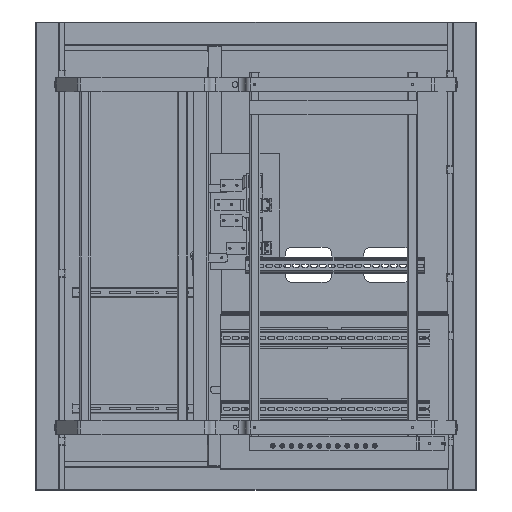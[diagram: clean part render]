
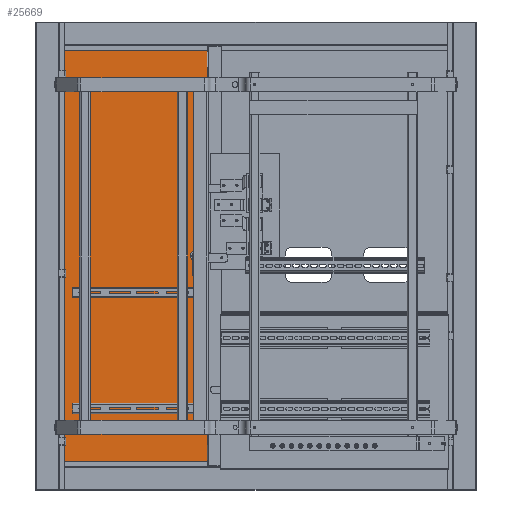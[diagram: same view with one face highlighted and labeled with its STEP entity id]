
A CAD part, left-side view. The second image highlights one B-rep face of the part: STEP entity #25669.
In plain terms, the highlighted face is planar.
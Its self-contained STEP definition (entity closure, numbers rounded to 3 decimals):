
#1507 = VECTOR ( 'NONE', #9706, 1000. ) ;
#3325 = CARTESIAN_POINT ( 'NONE',  ( -139., 455.149, -1. ) ) ;
#3534 = AXIS2_PLACEMENT_3D ( 'NONE', #38280, #64327, #43818 ) ;
#5259 = LINE ( 'NONE', #35744, #9465 ) ;
#5913 = EDGE_LOOP ( 'NONE', ( #46328, #55716, #43181, #14043 ) ) ;
#7499 = VERTEX_POINT ( 'NONE', #51507 ) ;
#8149 = DIRECTION ( 'NONE',  ( 0., 0., 1. ) ) ;
#8654 = CARTESIAN_POINT ( 'NONE',  ( 161.7, 900.7, -1. ) ) ;
#9020 = CARTESIAN_POINT ( 'NONE',  ( 161.7, 2.3, -1. ) ) ;
#9074 = CARTESIAN_POINT ( 'NONE',  ( -139., 447.851, -1. ) ) ;
#9353 = LINE ( 'NONE', #36022, #57394 ) ;
#9465 = VECTOR ( 'NONE', #14953, 1000. ) ;
#9706 = DIRECTION ( 'NONE',  ( 0., 1., 0. ) ) ;
#10106 = CARTESIAN_POINT ( 'NONE',  ( -139., 455.149, -1. ) ) ;
#10187 = ORIENTED_EDGE ( 'NONE', *, *, #50805, .T. ) ;
#11335 = EDGE_CURVE ( 'NONE', #44902, #37410, #63158, .T. ) ;
#12682 = VECTOR ( 'NONE', #13369, 1000. ) ;
#13369 = DIRECTION ( 'NONE',  ( 0., -1., 0. ) ) ;
#14043 = ORIENTED_EDGE ( 'NONE', *, *, #42928, .F. ) ;
#14953 = DIRECTION ( 'NONE',  ( -1., 0., 0. ) ) ;
#15294 = EDGE_CURVE ( 'NONE', #42945, #44902, #9353, .T. ) ;
#15554 = ORIENTED_EDGE ( 'NONE', *, *, #32648, .T. ) ;
#18833 = DIRECTION ( 'NONE',  ( 1., 0., 0. ) ) ;
#18837 = VERTEX_POINT ( 'NONE', #10106 ) ;
#18879 = ORIENTED_EDGE ( 'NONE', *, *, #57510, .T. ) ;
#19390 = AXIS2_PLACEMENT_3D ( 'NONE', #56301, #8149, #18833 ) ;
#24867 = VECTOR ( 'NONE', #46851, 1000. ) ;
#25669 = ADVANCED_FACE ( 'NONE', ( #64668, #65008 ), #43131, .F. ) ;
#26351 = CARTESIAN_POINT ( 'NONE',  ( -161.7, 2.3, -1. ) ) ;
#32648 = EDGE_CURVE ( 'NONE', #42641, #7499, #40461, .T. ) ;
#32727 = VERTEX_POINT ( 'NONE', #42067 ) ;
#34278 = EDGE_CURVE ( 'NONE', #32727, #18837, #55353, .T. ) ;
#35744 = CARTESIAN_POINT ( 'NONE',  ( 164., 900.7, -1. ) ) ;
#36022 = CARTESIAN_POINT ( 'NONE',  ( -161.7, 903., -1. ) ) ;
#36356 = DIRECTION ( 'NONE',  ( 0., -1., 0. ) ) ;
#37410 = VERTEX_POINT ( 'NONE', #67229 ) ;
#37744 = VECTOR ( 'NONE', #64858, 1000. ) ;
#38280 = CARTESIAN_POINT ( 'NONE',  ( 0., 0., -1. ) ) ;
#40255 = CARTESIAN_POINT ( 'NONE',  ( -161.7, 2.3, -1. ) ) ;
#40461 = CIRCLE ( 'NONE', #19390, 9.25 ) ;
#41628 = CARTESIAN_POINT ( 'NONE',  ( -130.5, 451.5, -1. ) ) ;
#42067 = CARTESIAN_POINT ( 'NONE',  ( -122., 455.149, -1. ) ) ;
#42641 = VERTEX_POINT ( 'NONE', #9074 ) ;
#42928 = EDGE_CURVE ( 'NONE', #59297, #42945, #5259, .T. ) ;
#42945 = VERTEX_POINT ( 'NONE', #52392 ) ;
#43131 = PLANE ( 'NONE',  #3534 ) ;
#43181 = ORIENTED_EDGE ( 'NONE', *, *, #15294, .F. ) ;
#43818 = DIRECTION ( 'NONE',  ( 1., 0., 0. ) ) ;
#44902 = VERTEX_POINT ( 'NONE', #40255 ) ;
#44932 = LINE ( 'NONE', #3325, #12682 ) ;
#45759 = LINE ( 'NONE', #9020, #1507 ) ;
#46328 = ORIENTED_EDGE ( 'NONE', *, *, #56638, .F. ) ;
#46495 = DIRECTION ( 'NONE',  ( 1., 0., 0. ) ) ;
#46851 = DIRECTION ( 'NONE',  ( 1., 0., 0. ) ) ;
#49253 = ORIENTED_EDGE ( 'NONE', *, *, #34278, .T. ) ;
#50805 = EDGE_CURVE ( 'NONE', #7499, #32727, #64524, .T. ) ;
#51507 = CARTESIAN_POINT ( 'NONE',  ( -122., 447.851, -1. ) ) ;
#52386 = DIRECTION ( 'NONE',  ( 0., 0., 1. ) ) ;
#52392 = CARTESIAN_POINT ( 'NONE',  ( -161.7, 900.7, -1. ) ) ;
#55353 = CIRCLE ( 'NONE', #65322, 9.25 ) ;
#55716 = ORIENTED_EDGE ( 'NONE', *, *, #11335, .F. ) ;
#56301 = CARTESIAN_POINT ( 'NONE',  ( -130.5, 451.5, -1. ) ) ;
#56638 = EDGE_CURVE ( 'NONE', #37410, #59297, #45759, .T. ) ;
#57394 = VECTOR ( 'NONE', #36356, 1000. ) ;
#57510 = EDGE_CURVE ( 'NONE', #18837, #42641, #44932, .T. ) ;
#59297 = VERTEX_POINT ( 'NONE', #8654 ) ;
#59993 = CARTESIAN_POINT ( 'NONE',  ( -122., 455.149, -1. ) ) ;
#63158 = LINE ( 'NONE', #26351, #24867 ) ;
#63534 = EDGE_LOOP ( 'NONE', ( #18879, #15554, #10187, #49253 ) ) ;
#64327 = DIRECTION ( 'NONE',  ( 0., 0., 1. ) ) ;
#64524 = LINE ( 'NONE', #59993, #37744 ) ;
#64668 = FACE_BOUND ( 'NONE', #63534, .T. ) ;
#64858 = DIRECTION ( 'NONE',  ( 0., 1., 0. ) ) ;
#65008 = FACE_OUTER_BOUND ( 'NONE', #5913, .T. ) ;
#65322 = AXIS2_PLACEMENT_3D ( 'NONE', #41628, #52386, #46495 ) ;
#67229 = CARTESIAN_POINT ( 'NONE',  ( 161.7, 2.3, -1. ) ) ;
